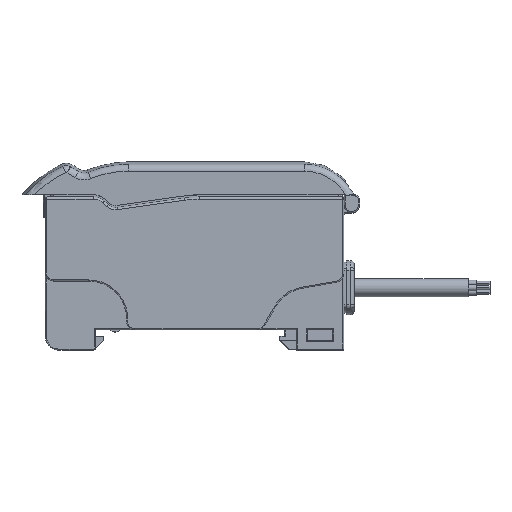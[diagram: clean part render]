
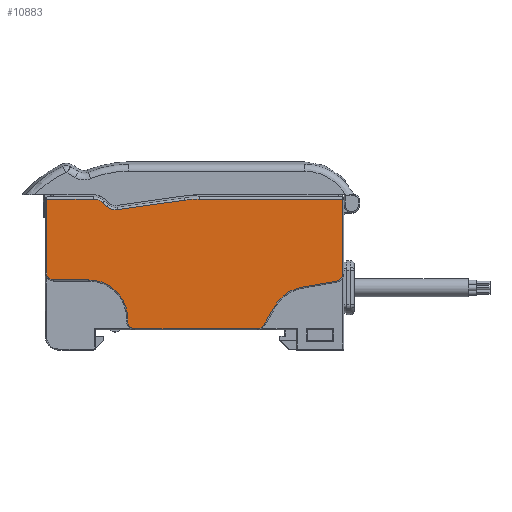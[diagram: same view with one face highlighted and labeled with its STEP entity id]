
A CAD part, top view. The second image highlights one B-rep face of the part: STEP entity #10883.
In plain terms, the highlighted planar face has unit normal (0, 0, 1).
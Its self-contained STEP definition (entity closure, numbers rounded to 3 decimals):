
#2748=DIRECTION('',(-1.,0.,0.));
#2749=VECTOR('',#2748,8.648);
#2750=CARTESIAN_POINT('',(8.848,29.1,4.5));
#2751=LINE('',#2750,#2749);
#2752=CARTESIAN_POINT('',(8.848,26.5,4.5));
#2753=DIRECTION('',(0.,0.,1.));
#2754=DIRECTION('',(0.669,0.743,0.));
#2755=AXIS2_PLACEMENT_3D('',#2752,#2753,#2754);
#2757=DIRECTION('',(-0.743,0.669,0.));
#2758=VECTOR('',#2757,1.004);
#2759=CARTESIAN_POINT('',(11.334,27.76,4.5));
#2760=LINE('',#2759,#2758);
#2761=CARTESIAN_POINT('',(12.94,29.544,4.5));
#2762=DIRECTION('',(0.,0.,-1.));
#2763=DIRECTION('',(0.139,-0.99,0.));
#2764=AXIS2_PLACEMENT_3D('',#2761,#2762,#2763);
#2766=DIRECTION('',(-0.99,-0.139,0.));
#2767=VECTOR('',#2766,12.518);
#2768=CARTESIAN_POINT('',(25.671,28.909,4.5));
#2769=LINE('',#2768,#2767);
#2770=CARTESIAN_POINT('',(28.399,9.5,4.5));
#2771=DIRECTION('',(0.,0.,1.));
#2772=DIRECTION('',(0.,1.,0.));
#2773=AXIS2_PLACEMENT_3D('',#2770,#2771,#2772);
#2775=DIRECTION('',(-1.,0.,0.));
#2776=VECTOR('',#2775,26.401);
#2777=CARTESIAN_POINT('',(54.8,29.1,4.5));
#2778=LINE('',#2777,#2776);
#2779=DIRECTION('',(0.,-1.,0.));
#2780=VECTOR('',#2779,13.841);
#2781=CARTESIAN_POINT('',(54.8,29.1,4.5));
#2782=LINE('',#2781,#2780);
#2783=CARTESIAN_POINT('',(53.5,15.259,4.5));
#2784=DIRECTION('',(0.,0.,-1.));
#2785=DIRECTION('',(1.,0.,0.));
#2786=AXIS2_PLACEMENT_3D('',#2783,#2784,#2785);
#2788=DIRECTION('',(-0.985,-0.174,0.));
#2789=VECTOR('',#2788,6.559);
#2790=CARTESIAN_POINT('',(53.726,13.978,4.5));
#2791=LINE('',#2790,#2789);
#2792=CARTESIAN_POINT('',(48.517,5.746,4.5));
#2793=DIRECTION('',(0.,0.,1.));
#2794=DIRECTION('',(-0.174,0.985,0.));
#2795=AXIS2_PLACEMENT_3D('',#2792,#2793,#2794);
#2797=DIRECTION('',(-0.5,-0.866,0.));
#2798=VECTOR('',#2797,4.039);
#2799=CARTESIAN_POINT('',(42.279,9.348,4.5));
#2800=LINE('',#2799,#2798);
#2801=CARTESIAN_POINT('',(39.134,6.5,4.5));
#2802=DIRECTION('',(0.,0.,-1.));
#2803=DIRECTION('',(0.866,-0.5,0.));
#2804=AXIS2_PLACEMENT_3D('',#2801,#2802,#2803);
#2806=DIRECTION('',(-1.,0.,0.));
#2807=VECTOR('',#2806,22.634);
#2808=CARTESIAN_POINT('',(39.134,5.2,4.5));
#2809=LINE('',#2808,#2807);
#2810=CARTESIAN_POINT('',(16.5,6.5,4.5));
#2811=DIRECTION('',(0.,0.,-1.));
#2812=DIRECTION('',(0.,-1.,0.));
#2813=AXIS2_PLACEMENT_3D('',#2810,#2811,#2812);
#2815=DIRECTION('',(0.,1.,0.));
#2816=VECTOR('',#2815,0.5);
#2817=CARTESIAN_POINT('',(15.2,6.5,4.5));
#2818=LINE('',#2817,#2816);
#2819=CARTESIAN_POINT('',(8.,7.,4.5));
#2820=DIRECTION('',(0.,0.,1.));
#2821=DIRECTION('',(1.,0.,0.));
#2822=AXIS2_PLACEMENT_3D('',#2819,#2820,#2821);
#2824=DIRECTION('',(-1.,0.,0.));
#2825=VECTOR('',#2824,6.5);
#2826=CARTESIAN_POINT('',(8.,14.2,4.5));
#2827=LINE('',#2826,#2825);
#2828=CARTESIAN_POINT('',(1.5,15.5,4.5));
#2829=DIRECTION('',(0.,0.,-1.));
#2830=DIRECTION('',(0.,-1.,0.));
#2831=AXIS2_PLACEMENT_3D('',#2828,#2829,#2830);
#2833=DIRECTION('',(0.,1.,0.));
#2834=VECTOR('',#2833,13.6);
#2835=CARTESIAN_POINT('',(0.2,15.5,4.5));
#2836=LINE('',#2835,#2834);
#6368=CARTESIAN_POINT('',(1.5,14.2,4.5));
#6369=CARTESIAN_POINT('',(0.2,15.5,4.5));
#6370=VERTEX_POINT('',#6368);
#6371=VERTEX_POINT('',#6369);
#6374=CARTESIAN_POINT('',(8.,14.2,4.5));
#6375=VERTEX_POINT('',#6374);
#6378=CARTESIAN_POINT('',(15.2,7.,4.5));
#6379=VERTEX_POINT('',#6378);
#6382=CARTESIAN_POINT('',(15.2,6.5,4.5));
#6383=VERTEX_POINT('',#6382);
#6386=CARTESIAN_POINT('',(16.5,5.2,4.5));
#6387=VERTEX_POINT('',#6386);
#6390=CARTESIAN_POINT('',(39.134,5.2,4.5));
#6391=VERTEX_POINT('',#6390);
#6394=CARTESIAN_POINT('',(40.26,5.85,4.5));
#6395=VERTEX_POINT('',#6394);
#6398=CARTESIAN_POINT('',(42.279,9.348,4.5));
#6399=VERTEX_POINT('',#6398);
#6402=CARTESIAN_POINT('',(47.266,12.839,4.5));
#6403=VERTEX_POINT('',#6402);
#6406=CARTESIAN_POINT('',(53.726,13.978,4.5));
#6407=VERTEX_POINT('',#6406);
#6410=CARTESIAN_POINT('',(54.8,15.259,4.5));
#6411=VERTEX_POINT('',#6410);
#6434=CARTESIAN_POINT('',(8.848,29.1,4.5));
#6435=CARTESIAN_POINT('',(0.2,29.1,4.5));
#6436=VERTEX_POINT('',#6434);
#6437=VERTEX_POINT('',#6435);
#6438=CARTESIAN_POINT('',(10.588,28.432,4.5));
#6439=VERTEX_POINT('',#6438);
#6442=CARTESIAN_POINT('',(11.334,27.76,4.5));
#6443=VERTEX_POINT('',#6442);
#6446=CARTESIAN_POINT('',(13.274,27.167,4.5));
#6447=VERTEX_POINT('',#6446);
#6450=CARTESIAN_POINT('',(25.671,28.909,4.5));
#6451=VERTEX_POINT('',#6450);
#6454=CARTESIAN_POINT('',(28.399,29.1,4.5));
#6455=VERTEX_POINT('',#6454);
#6458=CARTESIAN_POINT('',(54.8,29.1,4.5));
#6459=VERTEX_POINT('',#6458);
#10837=CARTESIAN_POINT('',(0.,0.,4.5));
#10838=DIRECTION('',(0.,0.,1.));
#10839=DIRECTION('',(1.,0.,0.));
#10840=AXIS2_PLACEMENT_3D('',#10837,#10838,#10839);
#10841=PLANE('',#10840);
#10843=ORIENTED_EDGE('',*,*,#10842,.F.);
#10845=ORIENTED_EDGE('',*,*,#10844,.F.);
#10847=ORIENTED_EDGE('',*,*,#10846,.F.);
#10849=ORIENTED_EDGE('',*,*,#10848,.F.);
#10851=ORIENTED_EDGE('',*,*,#10850,.F.);
#10853=ORIENTED_EDGE('',*,*,#10852,.F.);
#10855=ORIENTED_EDGE('',*,*,#10854,.F.);
#10857=ORIENTED_EDGE('',*,*,#10856,.T.);
#10859=ORIENTED_EDGE('',*,*,#10858,.T.);
#10861=ORIENTED_EDGE('',*,*,#10860,.T.);
#10863=ORIENTED_EDGE('',*,*,#10862,.T.);
#10865=ORIENTED_EDGE('',*,*,#10864,.T.);
#10867=ORIENTED_EDGE('',*,*,#10866,.T.);
#10869=ORIENTED_EDGE('',*,*,#10868,.T.);
#10871=ORIENTED_EDGE('',*,*,#10870,.T.);
#10873=ORIENTED_EDGE('',*,*,#10872,.T.);
#10875=ORIENTED_EDGE('',*,*,#10874,.T.);
#10877=ORIENTED_EDGE('',*,*,#10876,.T.);
#10879=ORIENTED_EDGE('',*,*,#10878,.T.);
#10880=ORIENTED_EDGE('',*,*,#10828,.T.);
#10881=EDGE_LOOP('',(#10843,#10845,#10847,#10849,#10851,#10853,#10855,#10857,
#10859,#10861,#10863,#10865,#10867,#10869,#10871,#10873,#10875,#10877,#10879,
#10880));
#10882=FACE_OUTER_BOUND('',#10881,.F.);
#10883=ADVANCED_FACE('',(#10882),#10841,.T.);
#2756=CIRCLE('',#2755,2.6);
#2765=CIRCLE('',#2764,2.4);
#2774=CIRCLE('',#2773,19.6);
#2787=CIRCLE('',#2786,1.3);
#2796=CIRCLE('',#2795,7.202);
#2805=CIRCLE('',#2804,1.3);
#2814=CIRCLE('',#2813,1.3);
#2823=CIRCLE('',#2822,7.2);
#2832=CIRCLE('',#2831,1.3);
#10828=EDGE_CURVE('',#6371,#6437,#2836,.T.);
#10842=EDGE_CURVE('',#6436,#6437,#2751,.T.);
#10844=EDGE_CURVE('',#6439,#6436,#2756,.T.);
#10846=EDGE_CURVE('',#6443,#6439,#2760,.T.);
#10848=EDGE_CURVE('',#6447,#6443,#2765,.T.);
#10850=EDGE_CURVE('',#6451,#6447,#2769,.T.);
#10852=EDGE_CURVE('',#6455,#6451,#2774,.T.);
#10854=EDGE_CURVE('',#6459,#6455,#2778,.T.);
#10856=EDGE_CURVE('',#6459,#6411,#2782,.T.);
#10858=EDGE_CURVE('',#6411,#6407,#2787,.T.);
#10860=EDGE_CURVE('',#6407,#6403,#2791,.T.);
#10862=EDGE_CURVE('',#6403,#6399,#2796,.T.);
#10864=EDGE_CURVE('',#6399,#6395,#2800,.T.);
#10866=EDGE_CURVE('',#6395,#6391,#2805,.T.);
#10868=EDGE_CURVE('',#6391,#6387,#2809,.T.);
#10870=EDGE_CURVE('',#6387,#6383,#2814,.T.);
#10872=EDGE_CURVE('',#6383,#6379,#2818,.T.);
#10874=EDGE_CURVE('',#6379,#6375,#2823,.T.);
#10876=EDGE_CURVE('',#6375,#6370,#2827,.T.);
#10878=EDGE_CURVE('',#6370,#6371,#2832,.T.);
